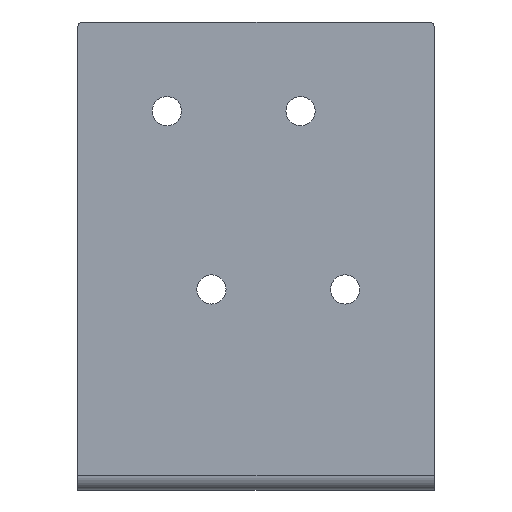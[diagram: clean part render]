
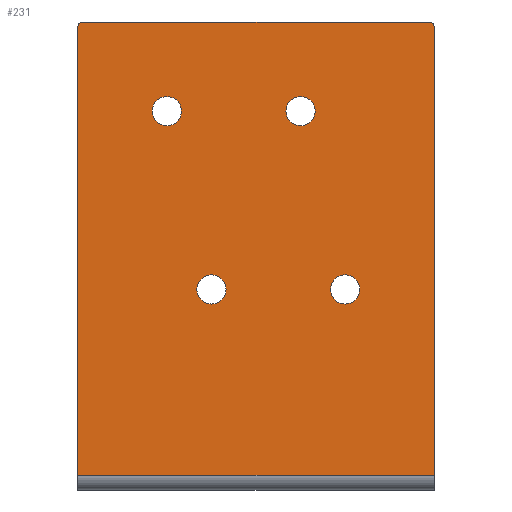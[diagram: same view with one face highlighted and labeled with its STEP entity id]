
A CAD part, left-side view. The second image highlights one B-rep face of the part: STEP entity #231.
In plain terms, the highlighted planar face has unit normal (-1, 0, 0).
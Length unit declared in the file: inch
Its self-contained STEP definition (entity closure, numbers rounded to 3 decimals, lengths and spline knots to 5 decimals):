
#3 = DIRECTION ( 'NONE',  ( 0., 0., -1. ) ) ;
#11 = CARTESIAN_POINT ( 'NONE',  ( -0.055, -1., 0.0275 ) ) ;
#17 = CARTESIAN_POINT ( 'NONE',  ( -0.055, 0.9725, 2.57 ) ) ;
#24 = CARTESIAN_POINT ( 'NONE',  ( -0.055, -0.9725, 2.5425 ) ) ;
#28 = AXIS2_PLACEMENT_3D ( 'NONE', #453, #373, #111 ) ;
#30 = ORIENTED_EDGE ( 'NONE', *, *, #214, .F. ) ;
#36 = EDGE_CURVE ( 'NONE', #303, #691, #49, .T. ) ;
#47 = CARTESIAN_POINT ( 'NONE',  ( -0.055, 1., 2.57 ) ) ;
#49 = CIRCLE ( 'NONE', #959, 0.0275 ) ;
#51 = EDGE_CURVE ( 'NONE', #496, #1103, #434, .T. ) ;
#53 = EDGE_LOOP ( 'NONE', ( #422, #1033, #387, #104, #864, #155 ) ) ;
#72 = CARTESIAN_POINT ( 'NONE',  ( -0.055, 0.5, 2.07 ) ) ;
#76 = DIRECTION ( 'NONE',  ( 0., 0., -1. ) ) ;
#78 = EDGE_LOOP ( 'NONE', ( #1101, #175 ) ) ;
#87 = AXIS2_PLACEMENT_3D ( 'NONE', #956, #464, #1029 ) ;
#89 = DIRECTION ( 'NONE',  ( 0., 0., -1. ) ) ;
#97 = DIRECTION ( 'NONE',  ( -1., 0., 0. ) ) ;
#98 = AXIS2_PLACEMENT_3D ( 'NONE', #972, #458, #545 ) ;
#104 = ORIENTED_EDGE ( 'NONE', *, *, #36, .T. ) ;
#105 = VERTEX_POINT ( 'NONE', #761 ) ;
#111 = DIRECTION ( 'NONE',  ( 0., 0., -1. ) ) ;
#117 = AXIS2_PLACEMENT_3D ( 'NONE', #24, #720, #1056 ) ;
#121 = DIRECTION ( 'NONE',  ( -1., 0., 0. ) ) ;
#155 = ORIENTED_EDGE ( 'NONE', *, *, #1030, .T. ) ;
#165 = CARTESIAN_POINT ( 'NONE',  ( -0.055, -0.25, 2.07 ) ) ;
#171 = EDGE_LOOP ( 'NONE', ( #1076, #602 ) ) ;
#175 = ORIENTED_EDGE ( 'NONE', *, *, #703, .F. ) ;
#183 = EDGE_LOOP ( 'NONE', ( #783, #30 ) ) ;
#191 = CARTESIAN_POINT ( 'NONE',  ( -0.055, -0.5, 1.07 ) ) ;
#193 = CARTESIAN_POINT ( 'NONE',  ( -0.055, 1., 0.0275 ) ) ;
#197 = CARTESIAN_POINT ( 'NONE',  ( -0.055, 0.5, 2.07 ) ) ;
#204 = DIRECTION ( 'NONE',  ( 0., 0., -1. ) ) ;
#214 = EDGE_CURVE ( 'NONE', #693, #838, #326, .T. ) ;
#231 = ADVANCED_FACE ( 'NONE', ( #239, #861, #638, #933, #1063 ), #528, .F. ) ;
#239 = FACE_BOUND ( 'NONE', #911, .T. ) ;
#249 = DIRECTION ( 'NONE',  ( -1., 0., 0. ) ) ;
#281 = VERTEX_POINT ( 'NONE', #193 ) ;
#290 = VERTEX_POINT ( 'NONE', #11 ) ;
#298 = CARTESIAN_POINT ( 'NONE',  ( -0.055, 0.25, 1.152 ) ) ;
#303 = VERTEX_POINT ( 'NONE', #17 ) ;
#308 = EDGE_CURVE ( 'NONE', #579, #828, #717, .T. ) ;
#310 = CARTESIAN_POINT ( 'NONE',  ( -0.055, 1., 0.0275 ) ) ;
#313 = VECTOR ( 'NONE', #652, 39.37008 ) ;
#326 = CIRCLE ( 'NONE', #1081, 0.082 ) ;
#344 = CARTESIAN_POINT ( 'NONE',  ( -0.055, 0.25, 0.988 ) ) ;
#349 = DIRECTION ( 'NONE',  ( -1., 0., 0. ) ) ;
#373 = DIRECTION ( 'NONE',  ( 1., 0., 0. ) ) ;
#382 = CARTESIAN_POINT ( 'NONE',  ( -0.055, 0.5, 1.988 ) ) ;
#387 = ORIENTED_EDGE ( 'NONE', *, *, #974, .F. ) ;
#415 = VERTEX_POINT ( 'NONE', #1055 ) ;
#422 = ORIENTED_EDGE ( 'NONE', *, *, #830, .T. ) ;
#434 = CIRCLE ( 'NONE', #584, 0.082 ) ;
#438 = CARTESIAN_POINT ( 'NONE',  ( -0.055, -0.5, 1.152 ) ) ;
#443 = LINE ( 'NONE', #310, #313 ) ;
#453 = CARTESIAN_POINT ( 'NONE',  ( -0.055, 1., -0.055 ) ) ;
#458 = DIRECTION ( 'NONE',  ( -1., 0., 0. ) ) ;
#464 = DIRECTION ( 'NONE',  ( -1., 0., 0. ) ) ;
#471 = DIRECTION ( 'NONE',  ( -1., 0., 0. ) ) ;
#473 = LINE ( 'NONE', #957, #503 ) ;
#496 = VERTEX_POINT ( 'NONE', #915 ) ;
#503 = VECTOR ( 'NONE', #1061, 39.37008 ) ;
#528 = PLANE ( 'NONE',  #28 ) ;
#530 = VECTOR ( 'NONE', #823, 39.37008 ) ;
#545 = DIRECTION ( 'NONE',  ( 0., 0., -1. ) ) ;
#563 = VECTOR ( 'NONE', #973, 39.37008 ) ;
#567 = AXIS2_PLACEMENT_3D ( 'NONE', #72, #349, #76 ) ;
#573 = CIRCLE ( 'NONE', #117, 0.0275 ) ;
#579 = VERTEX_POINT ( 'NONE', #344 ) ;
#584 = AXIS2_PLACEMENT_3D ( 'NONE', #165, #97, #3 ) ;
#585 = LINE ( 'NONE', #47, #563 ) ;
#587 = CARTESIAN_POINT ( 'NONE',  ( -0.055, 1., 2.5425 ) ) ;
#591 = EDGE_CURVE ( 'NONE', #937, #850, #971, .T. ) ;
#602 = ORIENTED_EDGE ( 'NONE', *, *, #848, .F. ) ;
#637 = CIRCLE ( 'NONE', #857, 0.082 ) ;
#638 = FACE_BOUND ( 'NONE', #78, .T. ) ;
#652 = DIRECTION ( 'NONE',  ( 0., -1., 0. ) ) ;
#691 = VERTEX_POINT ( 'NONE', #587 ) ;
#693 = VERTEX_POINT ( 'NONE', #438 ) ;
#703 = EDGE_CURVE ( 'NONE', #828, #579, #977, .T. ) ;
#716 = CIRCLE ( 'NONE', #1024, 0.082 ) ;
#717 = CIRCLE ( 'NONE', #87, 0.082 ) ;
#720 = DIRECTION ( 'NONE',  ( -1., 0., 0. ) ) ;
#761 = CARTESIAN_POINT ( 'NONE',  ( -0.055, -0.9725, 2.57 ) ) ;
#783 = ORIENTED_EDGE ( 'NONE', *, *, #822, .F. ) ;
#787 = DIRECTION ( 'NONE',  ( -1., 0., 0. ) ) ;
#788 = AXIS2_PLACEMENT_3D ( 'NONE', #1100, #249, #89 ) ;
#792 = CARTESIAN_POINT ( 'NONE',  ( -0.055, -0.25, 2.07 ) ) ;
#798 = CIRCLE ( 'NONE', #98, 0.082 ) ;
#822 = EDGE_CURVE ( 'NONE', #838, #693, #798, .T. ) ;
#823 = DIRECTION ( 'NONE',  ( 0., 0., 1. ) ) ;
#828 = VERTEX_POINT ( 'NONE', #298 ) ;
#830 = EDGE_CURVE ( 'NONE', #290, #415, #473, .T. ) ;
#838 = VERTEX_POINT ( 'NONE', #882 ) ;
#848 = EDGE_CURVE ( 'NONE', #1103, #496, #716, .T. ) ;
#850 = VERTEX_POINT ( 'NONE', #884 ) ;
#857 = AXIS2_PLACEMENT_3D ( 'NONE', #197, #121, #204 ) ;
#861 = FACE_BOUND ( 'NONE', #183, .T. ) ;
#864 = ORIENTED_EDGE ( 'NONE', *, *, #1058, .F. ) ;
#866 = EDGE_CURVE ( 'NONE', #415, #105, #573, .T. ) ;
#882 = CARTESIAN_POINT ( 'NONE',  ( -0.055, -0.5, 0.988 ) ) ;
#884 = CARTESIAN_POINT ( 'NONE',  ( -0.055, 0.5, 2.152 ) ) ;
#886 = EDGE_CURVE ( 'NONE', #850, #937, #637, .T. ) ;
#894 = CARTESIAN_POINT ( 'NONE',  ( -0.055, 1., -0.055 ) ) ;
#909 = LINE ( 'NONE', #894, #530 ) ;
#911 = EDGE_LOOP ( 'NONE', ( #1088, #1009 ) ) ;
#915 = CARTESIAN_POINT ( 'NONE',  ( -0.055, -0.25, 1.988 ) ) ;
#933 = FACE_BOUND ( 'NONE', #171, .T. ) ;
#937 = VERTEX_POINT ( 'NONE', #382 ) ;
#951 = DIRECTION ( 'NONE',  ( 0., 0., -1. ) ) ;
#956 = CARTESIAN_POINT ( 'NONE',  ( -0.055, 0.25, 1.07 ) ) ;
#957 = CARTESIAN_POINT ( 'NONE',  ( -0.055, -1., -0.055 ) ) ;
#959 = AXIS2_PLACEMENT_3D ( 'NONE', #970, #471, #1057 ) ;
#961 = DIRECTION ( 'NONE',  ( -1., 0., 0. ) ) ;
#968 = DIRECTION ( 'NONE',  ( 0., 0., -1. ) ) ;
#970 = CARTESIAN_POINT ( 'NONE',  ( -0.055, 0.9725, 2.5425 ) ) ;
#971 = CIRCLE ( 'NONE', #567, 0.082 ) ;
#972 = CARTESIAN_POINT ( 'NONE',  ( -0.055, -0.5, 1.07 ) ) ;
#973 = DIRECTION ( 'NONE',  ( 0., -1., 0. ) ) ;
#974 = EDGE_CURVE ( 'NONE', #303, #105, #585, .T. ) ;
#977 = CIRCLE ( 'NONE', #788, 0.082 ) ;
#1009 = ORIENTED_EDGE ( 'NONE', *, *, #886, .F. ) ;
#1024 = AXIS2_PLACEMENT_3D ( 'NONE', #792, #961, #968 ) ;
#1029 = DIRECTION ( 'NONE',  ( 0., 0., -1. ) ) ;
#1030 = EDGE_CURVE ( 'NONE', #281, #290, #443, .T. ) ;
#1033 = ORIENTED_EDGE ( 'NONE', *, *, #866, .T. ) ;
#1055 = CARTESIAN_POINT ( 'NONE',  ( -0.055, -1., 2.5425 ) ) ;
#1056 = DIRECTION ( 'NONE',  ( 0., 0., -1. ) ) ;
#1057 = DIRECTION ( 'NONE',  ( 0., 0., -1. ) ) ;
#1058 = EDGE_CURVE ( 'NONE', #281, #691, #909, .T. ) ;
#1061 = DIRECTION ( 'NONE',  ( 0., 0., 1. ) ) ;
#1063 = FACE_OUTER_BOUND ( 'NONE', #53, .T. ) ;
#1074 = CARTESIAN_POINT ( 'NONE',  ( -0.055, -0.25, 2.152 ) ) ;
#1076 = ORIENTED_EDGE ( 'NONE', *, *, #51, .F. ) ;
#1081 = AXIS2_PLACEMENT_3D ( 'NONE', #191, #787, #951 ) ;
#1088 = ORIENTED_EDGE ( 'NONE', *, *, #591, .F. ) ;
#1100 = CARTESIAN_POINT ( 'NONE',  ( -0.055, 0.25, 1.07 ) ) ;
#1101 = ORIENTED_EDGE ( 'NONE', *, *, #308, .F. ) ;
#1103 = VERTEX_POINT ( 'NONE', #1074 ) ;
